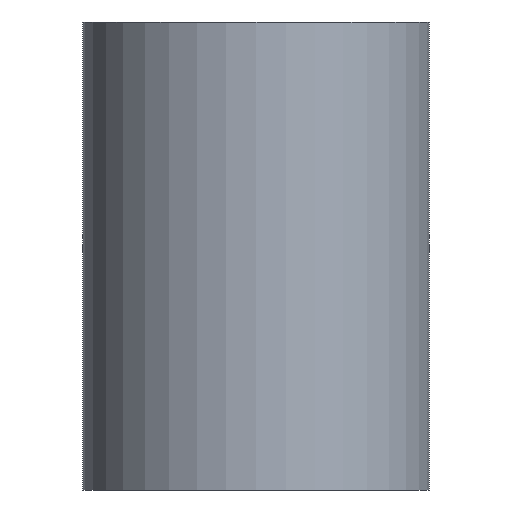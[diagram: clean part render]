
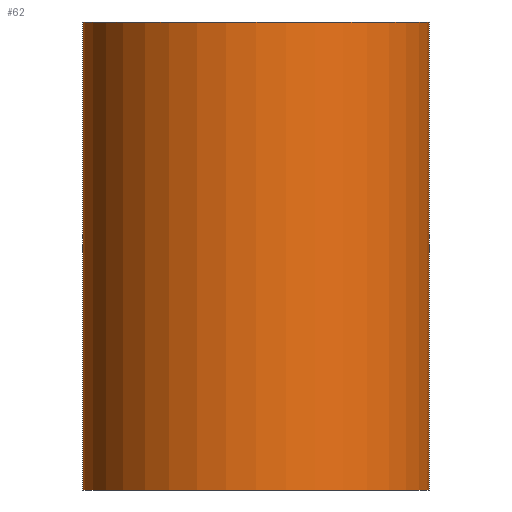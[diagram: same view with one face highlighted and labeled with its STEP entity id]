
A CAD part, front view. The second image highlights one B-rep face of the part: STEP entity #62.
In plain terms, the highlighted cylindrical face has radius 37.656 mm (diameter 75.311 mm), a full revolution.
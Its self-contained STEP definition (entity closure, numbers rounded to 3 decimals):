
#20=FACE_OUTER_BOUND('',#24,.T.);
#24=EDGE_LOOP('',(#51,#52,#53,#54));
#30=LINE('',#106,#32);
#32=VECTOR('',#88,37.656);
#35=CIRCLE('',#71,37.656);
#36=CIRCLE('',#72,37.656);
#39=VERTEX_POINT('',#103);
#40=VERTEX_POINT('',#105);
#44=EDGE_CURVE('',#39,#39,#35,.T.);
#45=EDGE_CURVE('',#39,#40,#30,.T.);
#46=EDGE_CURVE('',#40,#40,#36,.T.);
#51=ORIENTED_EDGE('',*,*,#44,.F.);
#52=ORIENTED_EDGE('',*,*,#45,.T.);
#53=ORIENTED_EDGE('',*,*,#46,.T.);
#54=ORIENTED_EDGE('',*,*,#45,.F.);
#60=CYLINDRICAL_SURFACE('',#70,37.656);
#62=ADVANCED_FACE('',(#20),#60,.T.);
#70=AXIS2_PLACEMENT_3D('',#102,#84,#85);
#71=AXIS2_PLACEMENT_3D('',#104,#86,#87);
#72=AXIS2_PLACEMENT_3D('',#107,#89,#90);
#84=DIRECTION('center_axis',(0.,0.,1.));
#85=DIRECTION('ref_axis',(1.,0.,0.));
#86=DIRECTION('center_axis',(0.,0.,1.));
#87=DIRECTION('ref_axis',(1.,0.,0.));
#88=DIRECTION('',(0.,0.,-1.));
#89=DIRECTION('center_axis',(0.,0.,1.));
#90=DIRECTION('ref_axis',(1.,0.,0.));
#102=CARTESIAN_POINT('Origin',(0.,0.,0.));
#103=CARTESIAN_POINT('',(-37.656,0.,101.6));
#104=CARTESIAN_POINT('Origin',(0.,0.,101.6));
#105=CARTESIAN_POINT('',(-37.656,0.,0.));
#106=CARTESIAN_POINT('',(-37.656,0.,0.));
#107=CARTESIAN_POINT('Origin',(0.,0.,0.));
